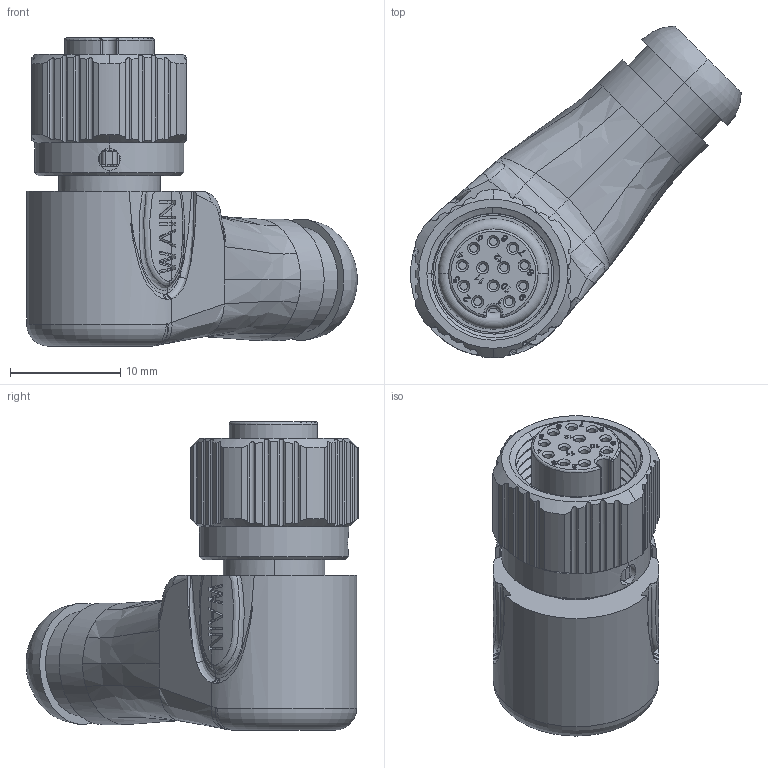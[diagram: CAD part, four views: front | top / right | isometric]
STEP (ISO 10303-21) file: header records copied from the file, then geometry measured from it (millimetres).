
FILE_DESCRIPTION((''),'2;1');
FILE_NAME('S_M12-NU-SH-SW14','2023-12-28T',('13531'),(''),'PRO/ENGINEER BY PARAMETRIC TECHNOLOGY CORPORATION, 2012480','PRO/ENGINEER BY PARAMETRIC TECHNOLOGY CORPORATION, 2012480','');
FILE_SCHEMA(('CONFIG_CONTROL_DESIGN'));
Length unit declared in the file: millimetre
Products named in the file (1): S_M12-NU-SH-SW14
Bounding box: 29.93 x 30.05 x 27.9 mm (x, y, z)
Volume: 6026.4 mm3; surface area: 4196.7 mm2
Topology: 1 solids, 1 shells, 1010 faces, 2709 edges, 1765 vertices
Faces by surface type: plane 429, extrusion 217, cylinder 171, cone 107, bspline 71, torus 15
Entity records: 53464 total; most frequent: CARTESIAN_POINT 17942, ORIENTED_EDGE 5412, DIRECTION 4059, PRESENTATION_STYLE_ASSIGNMENT 3114, STYLED_ITEM 2711, CURVE_STYLE 2710, EDGE_CURVE 2706, VERTEX_POINT 1765
